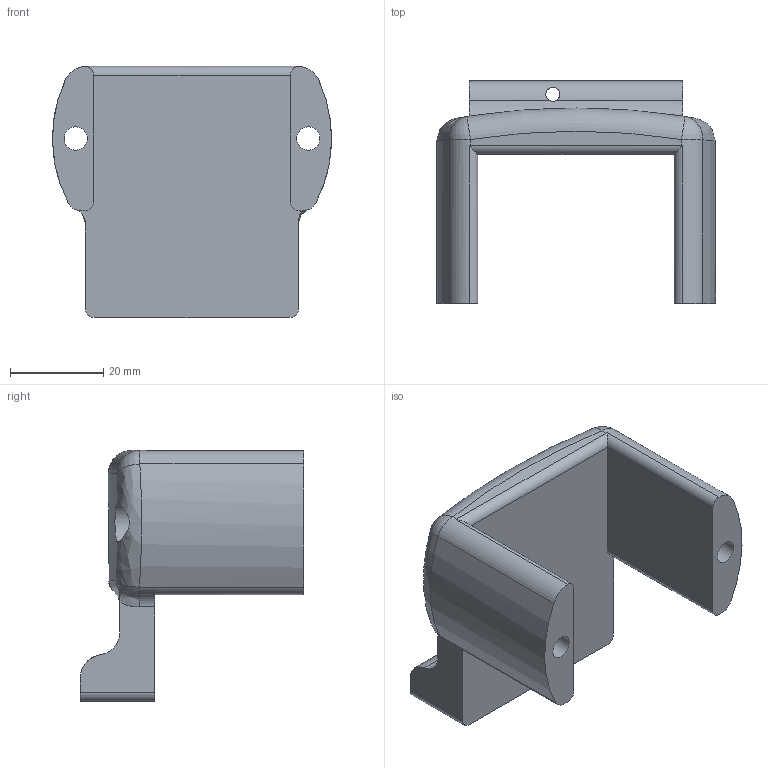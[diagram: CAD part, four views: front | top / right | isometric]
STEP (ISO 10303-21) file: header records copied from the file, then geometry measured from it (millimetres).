
FILE_DESCRIPTION(/* description */ (''),/* implementation_level */ '2;1');
FILE_NAME(/* name */ 'Mot_drzalo2_lite.stp',/* time_stamp */ '2021-10-28T09:50:00+02:00',/* author */ ('Teo'),/* organization */ (''),/* preprocessor_version */ 'ST-DEVELOPER v18.1',/* originating_system */ 'Autodesk Inventor 2022',/* authorisation */ '');
FILE_SCHEMA (('AUTOMOTIVE_DESIGN { 1 0 10303 214 3 1 1 }'));
Length unit declared in the file: millimetre
Products named in the file (1): Mot_drzalo2_lite
Bounding box: 59.99 x 48 x 53.99 mm (x, y, z)
Volume: 39732.2 mm3; surface area: 13778.7 mm2
Topology: 1 solids, 1 shells, 60 faces, 155 edges, 95 vertices
Faces by surface type: cylinder 23, bspline 17, plane 16, torus 2, sphere 2
Full cylindrical faces by diameter (mm): 3 x2, 5 x2, 8.5 x2
Entity records: 2382 total; most frequent: CARTESIAN_POINT 967, ORIENTED_EDGE 306, DIRECTION 256, EDGE_CURVE 153, AXIS2_PLACEMENT_3D 101, VERTEX_POINT 95, EDGE_LOOP 66, FACE_OUTER_BOUND 60
